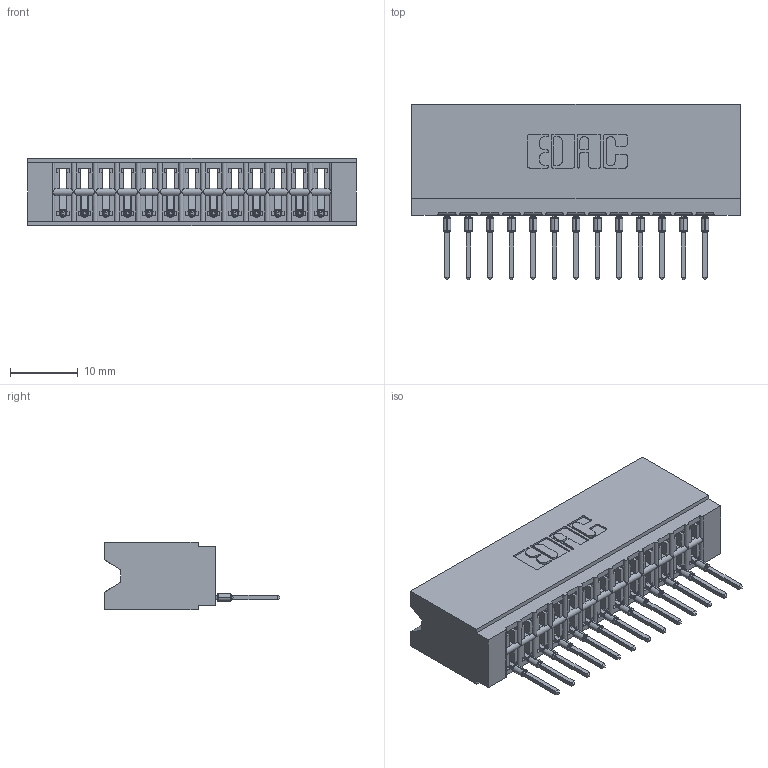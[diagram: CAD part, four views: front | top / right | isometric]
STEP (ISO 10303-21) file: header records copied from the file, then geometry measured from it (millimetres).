
FILE_DESCRIPTION (( 'STEP AP203' ), '1' );
FILE_NAME ('746-013-527-106.STEP', '2026-02-27T17:14:24', ( '' ), ( '' ), 'SwSTEP 2.0', 'SolidWorks 2023', '' );
FILE_SCHEMA (( 'CONFIG_CONTROL_DESIGN' ));
Length unit declared in the file: millimetre
Products named in the file (3): 746 Part_.515 Slot Depth - 06; 746-013-527-106; 746-292-001_527
Assembly tree (14 placements, depth 2):
  746-013-527-106
    746 Part_.515 Slot Depth - 06
    746-292-001_527  x13
Bounding box: 48.51 x 25.9 x 9.91 mm (x, y, z)
Volume: 5256.3 mm3; surface area: 7393.5 mm2
Topology: 14 solids, 14 shells, 1502 faces, 4256 edges, 2736 vertices
Faces by surface type: plane 875, cylinder 289, bspline 260, torus 78
Entity records: 23755 total; most frequent: CARTESIAN_POINT 5045, ORIENTED_EDGE 4072, DIRECTION 3424, EDGE_CURVE 2036, VECTOR 1722, LINE 1722, VERTEX_POINT 1344, AXIS2_PLACEMENT_3D 851
